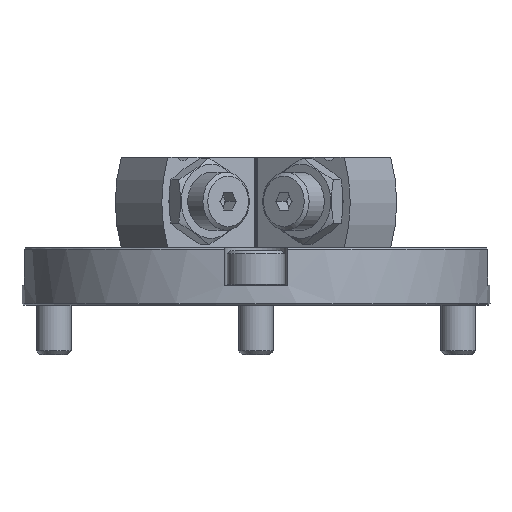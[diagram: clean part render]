
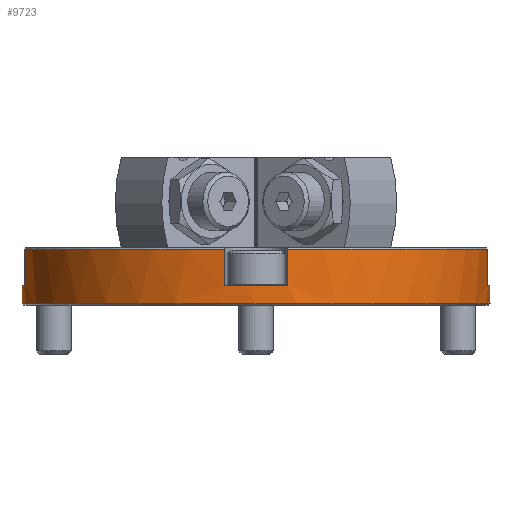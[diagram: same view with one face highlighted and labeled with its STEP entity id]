
A CAD part, front view. The second image highlights one B-rep face of the part: STEP entity #9723.
In plain terms, the highlighted cylindrical face has radius 40.5 mm (diameter 81 mm), a full revolution.
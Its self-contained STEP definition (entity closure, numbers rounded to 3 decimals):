
#338=CYLINDRICAL_SURFACE('',#11251,40.5);
#645=LINE('',#15631,#1516);
#646=LINE('',#15636,#1517);
#647=LINE('',#15640,#1518);
#648=LINE('',#15644,#1519);
#649=LINE('',#15648,#1520);
#650=LINE('',#15652,#1521);
#651=LINE('',#15656,#1522);
#652=LINE('',#15660,#1523);
#1516=VECTOR('',#12556,1000.);
#1517=VECTOR('',#12559,1000.);
#1518=VECTOR('',#12562,1000.);
#1519=VECTOR('',#12565,1000.);
#1520=VECTOR('',#12568,1000.);
#1521=VECTOR('',#12571,1000.);
#1522=VECTOR('',#12574,1000.);
#1523=VECTOR('',#12577,1000.);
#2481=ORIENTED_EDGE('',*,*,#5399,.T.);
#2482=ORIENTED_EDGE('',*,*,#5400,.T.);
#2483=ORIENTED_EDGE('',*,*,#5401,.T.);
#2484=ORIENTED_EDGE('',*,*,#5402,.T.);
#2485=ORIENTED_EDGE('',*,*,#5403,.T.);
#2486=ORIENTED_EDGE('',*,*,#5404,.T.);
#2487=ORIENTED_EDGE('',*,*,#5405,.T.);
#2488=ORIENTED_EDGE('',*,*,#5406,.T.);
#2489=ORIENTED_EDGE('',*,*,#5407,.T.);
#2490=ORIENTED_EDGE('',*,*,#5408,.T.);
#2491=ORIENTED_EDGE('',*,*,#5409,.T.);
#2492=ORIENTED_EDGE('',*,*,#5410,.T.);
#2493=ORIENTED_EDGE('',*,*,#5411,.T.);
#2494=ORIENTED_EDGE('',*,*,#5412,.T.);
#2495=ORIENTED_EDGE('',*,*,#5413,.T.);
#2496=ORIENTED_EDGE('',*,*,#5414,.T.);
#2497=ORIENTED_EDGE('',*,*,#5415,.F.);
#5399=EDGE_CURVE('',#6857,#6858,#645,.T.);
#5400=EDGE_CURVE('',#6858,#6859,#7654,.F.);
#5401=EDGE_CURVE('',#6859,#6860,#646,.F.);
#5402=EDGE_CURVE('',#6860,#6861,#7655,.T.);
#5403=EDGE_CURVE('',#6861,#6862,#647,.T.);
#5404=EDGE_CURVE('',#6862,#6863,#7656,.F.);
#5405=EDGE_CURVE('',#6863,#6864,#648,.F.);
#5406=EDGE_CURVE('',#6864,#6865,#7657,.T.);
#5407=EDGE_CURVE('',#6865,#6866,#649,.T.);
#5408=EDGE_CURVE('',#6866,#6867,#7658,.F.);
#5409=EDGE_CURVE('',#6867,#6868,#650,.F.);
#5410=EDGE_CURVE('',#6868,#6869,#7659,.T.);
#5411=EDGE_CURVE('',#6869,#6870,#651,.T.);
#5412=EDGE_CURVE('',#6870,#6871,#7660,.F.);
#5413=EDGE_CURVE('',#6871,#6872,#652,.F.);
#5414=EDGE_CURVE('',#6872,#6857,#7661,.T.);
#5415=EDGE_CURVE('',#6873,#6873,#7662,.T.);
#6857=VERTEX_POINT('',#15632);
#6858=VERTEX_POINT('',#15633);
#6859=VERTEX_POINT('',#15635);
#6860=VERTEX_POINT('',#15637);
#6861=VERTEX_POINT('',#15639);
#6862=VERTEX_POINT('',#15641);
#6863=VERTEX_POINT('',#15643);
#6864=VERTEX_POINT('',#15645);
#6865=VERTEX_POINT('',#15647);
#6866=VERTEX_POINT('',#15649);
#6867=VERTEX_POINT('',#15651);
#6868=VERTEX_POINT('',#15653);
#6869=VERTEX_POINT('',#15655);
#6870=VERTEX_POINT('',#15657);
#6871=VERTEX_POINT('',#15659);
#6872=VERTEX_POINT('',#15661);
#6873=VERTEX_POINT('',#15664);
#7654=CIRCLE('',#11252,40.5);
#7655=CIRCLE('',#11253,40.5);
#7656=CIRCLE('',#11254,40.5);
#7657=CIRCLE('',#11255,40.5);
#7658=CIRCLE('',#11256,40.5);
#7659=CIRCLE('',#11257,40.5);
#7660=CIRCLE('',#11258,40.5);
#7661=CIRCLE('',#11259,40.5);
#7662=CIRCLE('',#11260,40.5);
#7994=EDGE_LOOP('',(#2481,#2482,#2483,#2484,#2485,#2486,#2487,#2488,#2489,
#2490,#2491,#2492,#2493,#2494,#2495,#2496));
#7995=EDGE_LOOP('',(#2497));
#8661=FACE_BOUND('',#7994,.T.);
#8662=FACE_BOUND('',#7995,.T.);
#9723=ADVANCED_FACE('',(#8661,#8662),#338,.T.);
#11251=AXIS2_PLACEMENT_3D('',#15630,#12554,#12555);
#11252=AXIS2_PLACEMENT_3D('',#15634,#12557,#12558);
#11253=AXIS2_PLACEMENT_3D('',#15638,#12560,#12561);
#11254=AXIS2_PLACEMENT_3D('',#15642,#12563,#12564);
#11255=AXIS2_PLACEMENT_3D('',#15646,#12566,#12567);
#11256=AXIS2_PLACEMENT_3D('',#15650,#12569,#12570);
#11257=AXIS2_PLACEMENT_3D('',#15654,#12572,#12573);
#11258=AXIS2_PLACEMENT_3D('',#15658,#12575,#12576);
#11259=AXIS2_PLACEMENT_3D('',#15662,#12578,#12579);
#11260=AXIS2_PLACEMENT_3D('',#15663,#12580,#12581);
#12554=DIRECTION('',(0.,0.,-1.));
#12555=DIRECTION('',(-1.,0.,0.));
#12556=DIRECTION('',(0.,0.,-1.));
#12557=DIRECTION('',(0.,0.,1.));
#12558=DIRECTION('',(1.,0.,0.));
#12559=DIRECTION('',(0.,0.,-1.));
#12560=DIRECTION('',(0.,0.,-1.));
#12561=DIRECTION('',(-1.,0.,0.));
#12562=DIRECTION('',(0.,0.,-1.));
#12563=DIRECTION('',(0.,0.,1.));
#12564=DIRECTION('',(1.,0.,0.));
#12565=DIRECTION('',(0.,0.,-1.));
#12566=DIRECTION('',(0.,0.,-1.));
#12567=DIRECTION('',(-1.,0.,0.));
#12568=DIRECTION('',(0.,0.,-1.));
#12569=DIRECTION('',(0.,0.,1.));
#12570=DIRECTION('',(1.,0.,0.));
#12571=DIRECTION('',(0.,0.,-1.));
#12572=DIRECTION('',(0.,0.,-1.));
#12573=DIRECTION('',(-1.,0.,0.));
#12574=DIRECTION('',(0.,0.,-1.));
#12575=DIRECTION('',(0.,0.,1.));
#12576=DIRECTION('',(1.,0.,0.));
#12577=DIRECTION('',(0.,0.,-1.));
#12578=DIRECTION('',(0.,0.,-1.));
#12579=DIRECTION('',(-1.,0.,0.));
#12580=DIRECTION('',(0.,0.,-1.));
#12581=DIRECTION('',(-1.,0.,0.));
#15630=CARTESIAN_POINT('',(0.,0.,0.));
#15631=CARTESIAN_POINT('',(-5.5,40.125,0.));
#15632=CARTESIAN_POINT('',(-5.5,40.125,9.7));
#15633=CARTESIAN_POINT('',(-5.5,40.125,3.5));
#15634=CARTESIAN_POINT('',(0.,0.,3.5));
#15635=CARTESIAN_POINT('',(5.5,40.125,3.5));
#15636=CARTESIAN_POINT('',(5.5,40.125,0.));
#15637=CARTESIAN_POINT('',(5.5,40.125,9.7));
#15638=CARTESIAN_POINT('',(0.,0.,9.7));
#15639=CARTESIAN_POINT('',(40.125,5.5,9.7));
#15640=CARTESIAN_POINT('',(40.125,5.5,0.));
#15641=CARTESIAN_POINT('',(40.125,5.5,3.5));
#15642=CARTESIAN_POINT('',(0.,0.,3.5));
#15643=CARTESIAN_POINT('',(40.125,-5.5,3.5));
#15644=CARTESIAN_POINT('',(40.125,-5.5,0.));
#15645=CARTESIAN_POINT('',(40.125,-5.5,9.7));
#15646=CARTESIAN_POINT('',(0.,0.,9.7));
#15647=CARTESIAN_POINT('',(5.5,-40.125,9.7));
#15648=CARTESIAN_POINT('',(5.5,-40.125,0.));
#15649=CARTESIAN_POINT('',(5.5,-40.125,3.5));
#15650=CARTESIAN_POINT('',(0.,0.,3.5));
#15651=CARTESIAN_POINT('',(-5.5,-40.125,3.5));
#15652=CARTESIAN_POINT('',(-5.5,-40.125,0.));
#15653=CARTESIAN_POINT('',(-5.5,-40.125,9.7));
#15654=CARTESIAN_POINT('',(0.,0.,9.7));
#15655=CARTESIAN_POINT('',(-40.125,-5.5,9.7));
#15656=CARTESIAN_POINT('',(-40.125,-5.5,0.));
#15657=CARTESIAN_POINT('',(-40.125,-5.5,3.5));
#15658=CARTESIAN_POINT('',(0.,0.,3.5));
#15659=CARTESIAN_POINT('',(-40.125,5.5,3.5));
#15660=CARTESIAN_POINT('',(-40.125,5.5,0.));
#15661=CARTESIAN_POINT('',(-40.125,5.5,9.7));
#15662=CARTESIAN_POINT('',(0.,0.,9.7));
#15663=CARTESIAN_POINT('',(0.,0.,0.3));
#15664=CARTESIAN_POINT('',(-40.5,0.,0.3));
